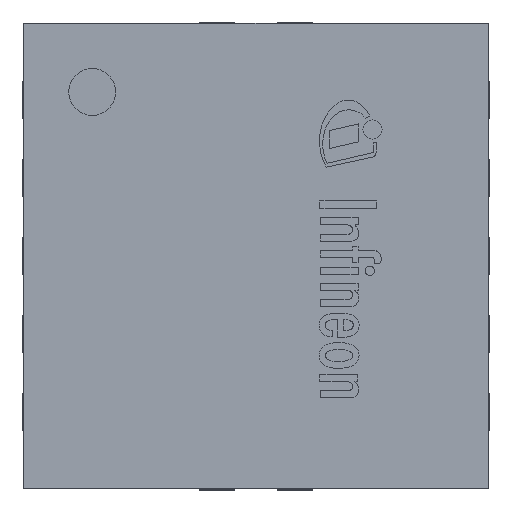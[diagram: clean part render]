
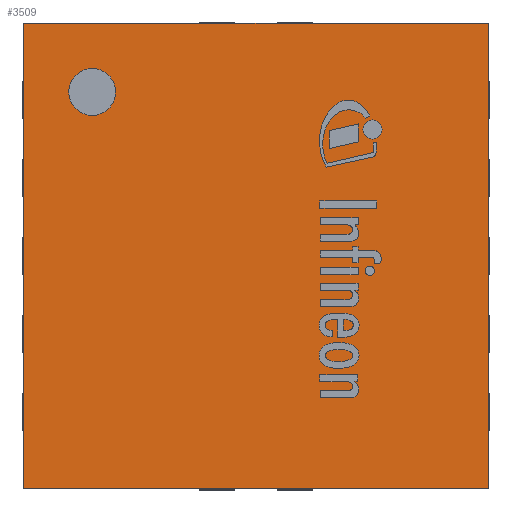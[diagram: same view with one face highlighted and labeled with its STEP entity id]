
A CAD part, top view. The second image highlights one B-rep face of the part: STEP entity #3509.
In plain terms, the highlighted planar face has unit normal (0, 0, 1).
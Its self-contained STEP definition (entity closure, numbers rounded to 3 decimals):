
#72=FACE_BOUND('',#524,.T.);
#173=CIRCLE('',#3789,0.15);
#307=FACE_OUTER_BOUND('',#523,.T.);
#523=EDGE_LOOP('',(#2713,#2714,#2715,#2716));
#524=EDGE_LOOP('',(#2717));
#823=LINE('',#5267,#1223);
#827=LINE('',#5274,#1227);
#830=LINE('',#5280,#1230);
#832=LINE('',#5283,#1232);
#1223=VECTOR('',#4358,1000.);
#1227=VECTOR('',#4364,1000.);
#1230=VECTOR('',#4369,1000.);
#1232=VECTOR('',#4373,1000.);
#1592=VERTEX_POINT('',#5258);
#1595=VERTEX_POINT('',#5264);
#1596=VERTEX_POINT('',#5266);
#1598=VERTEX_POINT('',#5272);
#1600=VERTEX_POINT('',#5278);
#1992=EDGE_CURVE('',#1592,#1592,#173,.T.);
#1995=EDGE_CURVE('',#1596,#1595,#823,.T.);
#1999=EDGE_CURVE('',#1595,#1598,#827,.T.);
#2002=EDGE_CURVE('',#1598,#1600,#830,.T.);
#2004=EDGE_CURVE('',#1600,#1596,#832,.T.);
#2713=ORIENTED_EDGE('',*,*,#1995,.T.);
#2714=ORIENTED_EDGE('',*,*,#1999,.T.);
#2715=ORIENTED_EDGE('',*,*,#2002,.T.);
#2716=ORIENTED_EDGE('',*,*,#2004,.T.);
#2717=ORIENTED_EDGE('',*,*,#1992,.F.);
#3316=PLANE('',#3794);
#3509=ADVANCED_FACE('',(#307,#72),#3316,.T.);
#3789=AXIS2_PLACEMENT_3D('',#5259,#4352,#4353);
#3794=AXIS2_PLACEMENT_3D('',#5284,#4374,#4375);
#4352=DIRECTION('center_axis',(0.,0.,1.));
#4353=DIRECTION('ref_axis',(0.,-1.,0.));
#4358=DIRECTION('',(1.,0.,0.));
#4364=DIRECTION('',(0.,1.,0.));
#4369=DIRECTION('',(-1.,0.,0.));
#4373=DIRECTION('',(0.,-1.,0.));
#4374=DIRECTION('center_axis',(0.,0.,1.));
#4375=DIRECTION('ref_axis',(0.,-1.,0.));
#5258=CARTESIAN_POINT('',(-1.05,0.9,1.));
#5259=CARTESIAN_POINT('Origin',(-1.05,1.05,1.));
#5264=CARTESIAN_POINT('',(1.49,-1.49,1.));
#5266=CARTESIAN_POINT('',(-1.49,-1.49,1.));
#5267=CARTESIAN_POINT('',(1.49,-1.49,1.));
#5272=CARTESIAN_POINT('',(1.49,1.49,1.));
#5274=CARTESIAN_POINT('',(1.49,1.49,1.));
#5278=CARTESIAN_POINT('',(-1.49,1.49,1.));
#5280=CARTESIAN_POINT('',(1.49,1.49,1.));
#5283=CARTESIAN_POINT('',(-1.49,1.49,1.));
#5284=CARTESIAN_POINT('Origin',(0.,0.,1.));
